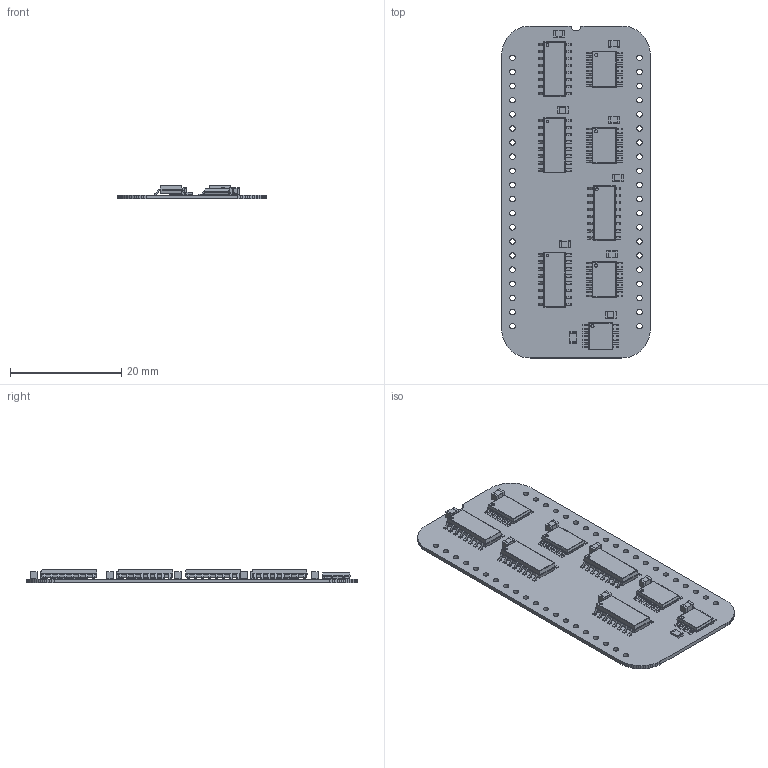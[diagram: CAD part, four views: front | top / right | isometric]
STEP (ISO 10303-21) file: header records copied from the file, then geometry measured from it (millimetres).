
FILE_DESCRIPTION(('KiCad electronic assembly'),'2;1');
FILE_NAME('Pico GPIO Address Decode.step','2024-02-10T07:20:24',( 'Pcbnew'),('Kicad'),'Open CASCADE STEP processor 7.6', 'KiCad to STEP converter','Unknown');
FILE_SCHEMA(('AUTOMOTIVE_DESIGN { 1 0 10303 214 1 1 1 1 }'));
Length unit declared in the file: millimetre
Products named in the file (12): Pico GPIO Address Decode 1; R_0805_2012Metric; SOLID; 74LVC74APW,118; COMPOUND; C_0805_2012Metric; 74VHCT573AFT; MC74HC259ADR2G; GPIO Address Decode PCB
Assembly tree (23 placements, depth 3):
  Pico GPIO Address Decode 1
    R_0805_2012Metric
      SOLID
    74LVC74APW,118
      COMPOUND
    C_0805_2012Metric  x8
      SOLID
    74VHCT573AFT  x3
      COMPOUND
    MC74HC259ADR2G  x4
      COMPOUND
    GPIO Address Decode PCB
Bounding box: 26.67 x 59.69 x 2.48 mm (x, y, z)
Volume: 1427.8 mm3; surface area: 4328.2 mm2
Topology: 156 solids, 156 shells, 2370 faces, 5970 edges, 3936 vertices
Faces by surface type: plane 1740, cylinder 630
Full cylindrical faces by diameter (mm): 0.487 x4, 0.55 x4, 1 x40
Entity records: 59390 total; most frequent: CARTESIAN_POINT 11345, DIRECTION 8989, LINE 6045, VECTOR 6045, ORIENTED_EDGE 4654, PCURVE 4654, DEFINITIONAL_REPRESENTATION 4654, EDGE_CURVE 2327
